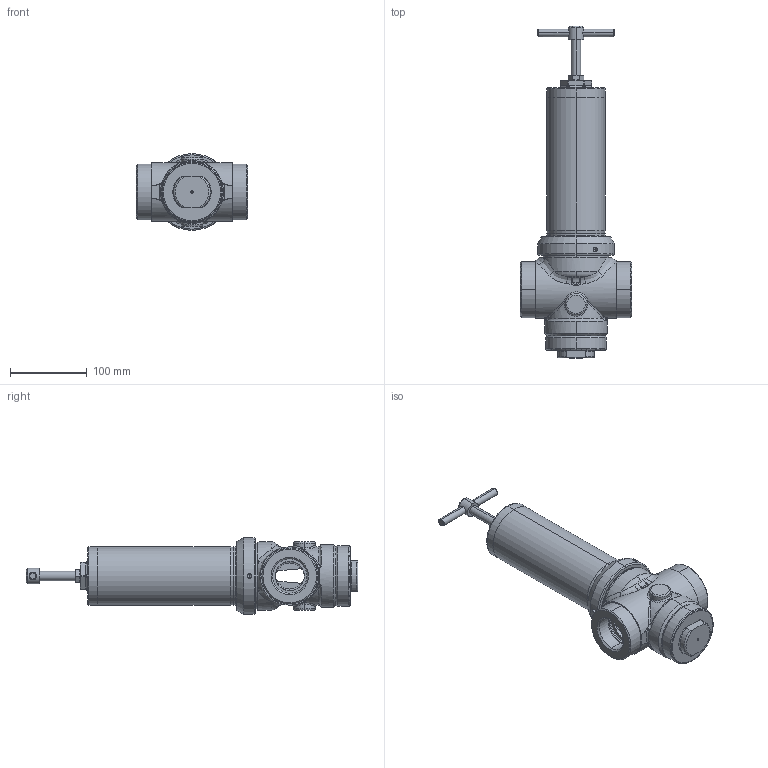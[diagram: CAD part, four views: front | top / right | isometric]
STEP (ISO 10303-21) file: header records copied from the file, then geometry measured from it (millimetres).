
FILE_DESCRIPTION (( 'STEP AP203' ), '1' );
FILE_NAME ('Typ_80-BG_III-G112M-G112M-KØ48-64.STEP', '2021-08-02T07:59:12', ( '' ), ( '' ), 'SwSTEP 2.0', 'SolidWorks 2016', '' );
FILE_SCHEMA (( 'CONFIG_CONTROL_DESIGN' ));
Length unit declared in the file: millimetre
Products named in the file (1): Typ_80-BG_III-G112M-G112M-KØ48-64
Bounding box: 145 x 433 x 100 mm (x, y, z)
Volume: 780136.2 mm3; surface area: 246224.4 mm2
Topology: 7 solids, 7 shells, 419 faces, 955 edges, 559 vertices
Faces by surface type: cylinder 124, cone 111, torus 88, plane 54, bspline 34, sphere 8
Entity records: 15908 total; most frequent: CARTESIAN_POINT 6577, DIRECTION 2041, ORIENTED_EDGE 1894, EDGE_CURVE 947, AXIS2_PLACEMENT_3D 899, VERTEX_POINT 559, CIRCLE 513, EDGE_LOOP 454
